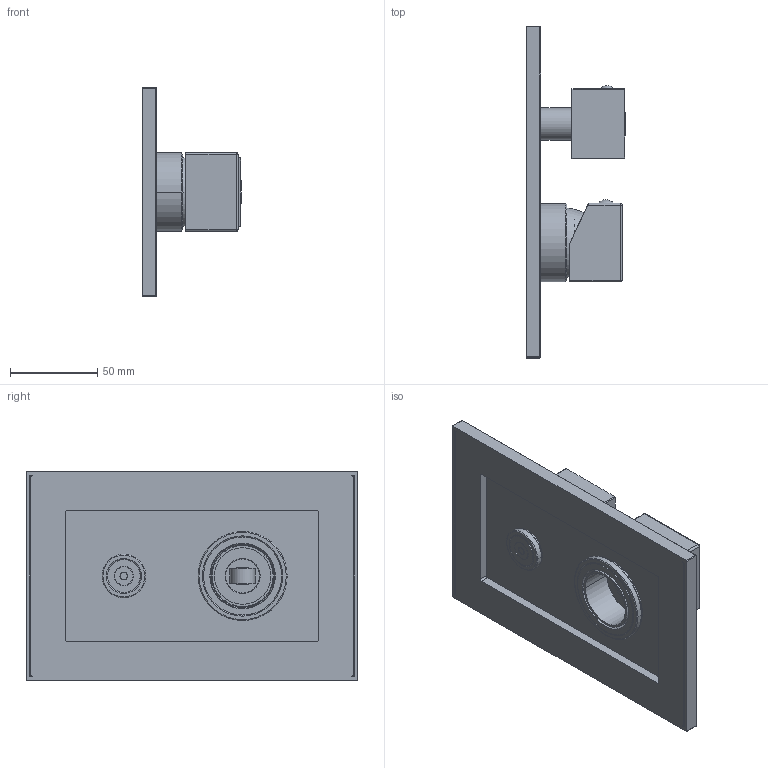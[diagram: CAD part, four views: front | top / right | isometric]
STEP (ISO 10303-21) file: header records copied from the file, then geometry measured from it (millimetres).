
FILE_DESCRIPTION((''),'2;1');
FILE_NAME('LEC018CR','2021-11-02T16:00:03',('ut3'),('PAFFONI SpA'),'CREO PARAMETRIC BY PTC INC, 2020044','CREO PARAMETRIC BY PTC INC, 2020044','');
FILE_SCHEMA(('CONFIG_CONTROL_DESIGN','SHAPE_APPEARANCE_LAYERS_GROUPS'));
Length unit declared in the file: millimetre
Products named in the file (1): LEC018CR
Bounding box: 56.39 x 190 x 120 mm (x, y, z)
Volume: 201953.9 mm3; surface area: 130366.3 mm2
Topology: 4 solids, 4 shells, 1071 faces, 2831 edges, 1794 vertices
Faces by surface type: plane 607, cylinder 278, torus 104, cone 68, sphere 12, bspline 2
Entity records: 43170 total; most frequent: CARTESIAN_POINT 9164, ORIENTED_EDGE 5642, DIRECTION 5423, EDGE_CURVE 2821, AXIS2_PLACEMENT_3D 1928, VERTEX_POINT 1794, VECTOR 1567, LINE 1567
